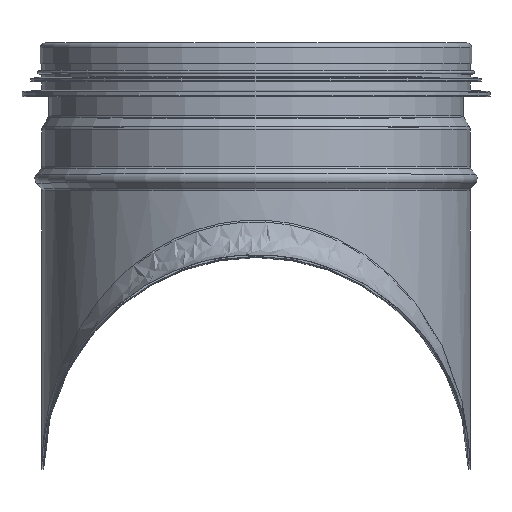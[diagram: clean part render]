
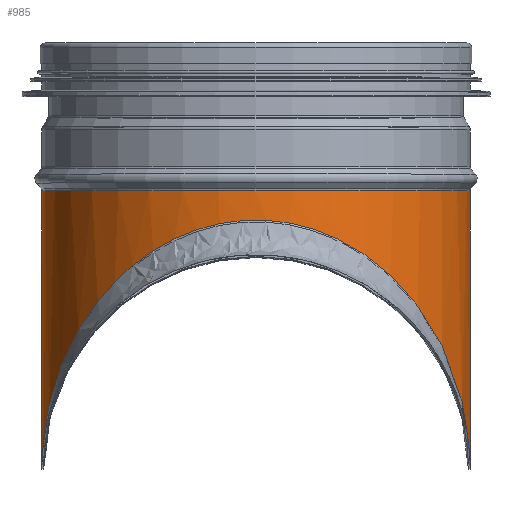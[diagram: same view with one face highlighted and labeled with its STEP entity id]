
A CAD part, top view. The second image highlights one B-rep face of the part: STEP entity #985.
In plain terms, the highlighted cylindrical face has radius 61.525 mm (diameter 123.05 mm), a full revolution.
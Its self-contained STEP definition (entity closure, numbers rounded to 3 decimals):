
#900=CARTESIAN_POINT('',(-61.487,2.5,-2.15));
#901=VERTEX_POINT('',#900);
#911=CARTESIAN_POINT('',(61.487,2.5,-2.15));
#912=VERTEX_POINT('',#911);
#913=CARTESIAN_POINT('',(0.,0.0,0.0));
#914=DIRECTION('',(0.,-0.652,-0.758));
#915=DIRECTION('',(0.,0.758,-0.652));
#916=AXIS2_PLACEMENT_3D('',#913,#914,#915);
#917=ELLIPSE('',#916,94.346,61.525);
#918=EDGE_CURVE('',#901,#912,#917,.T.);
#941=CARTESIAN_POINT('',(0.,41.25,0.0));
#942=DIRECTION('',(0.,1.0,0.0));
#943=DIRECTION('',(-1.0,0.0,0.0));
#944=AXIS2_PLACEMENT_3D('',#941,#942,#943);
#945=CYLINDRICAL_SURFACE('',#944,61.525);
#946=ORIENTED_EDGE('',*,*,#918,.F.);
#947=CARTESIAN_POINT('',(-61.487,2.5,2.15));
#948=VERTEX_POINT('',#947);
#949=CARTESIAN_POINT('',(0.,2.5,0.0));
#950=DIRECTION('',(0.0,1.0,0.0));
#951=DIRECTION('',(-1.0,0.0,0.0));
#952=AXIS2_PLACEMENT_3D('',#949,#950,#951);
#953=CIRCLE('',#952,61.525);
#954=EDGE_CURVE('',#901,#948,#953,.T.);
#955=ORIENTED_EDGE('',*,*,#954,.T.);
#956=CARTESIAN_POINT('',(61.487,2.5,2.15));
#957=VERTEX_POINT('',#956);
#958=CARTESIAN_POINT('',(0.,0.0,0.0));
#959=DIRECTION('',(0.,-0.652,0.758));
#960=DIRECTION('',(0.,0.758,0.652));
#961=AXIS2_PLACEMENT_3D('',#958,#959,#960);
#962=ELLIPSE('',#961,94.346,61.525);
#963=EDGE_CURVE('',#957,#948,#962,.T.);
#964=ORIENTED_EDGE('',*,*,#963,.F.);
#965=CARTESIAN_POINT('',(0.,2.5,0.0));
#966=DIRECTION('',(0.0,1.0,0.0));
#967=DIRECTION('',(-1.0,0.0,0.0));
#968=AXIS2_PLACEMENT_3D('',#965,#966,#967);
#969=CIRCLE('',#968,61.525);
#970=EDGE_CURVE('',#957,#912,#969,.T.);
#971=ORIENTED_EDGE('',*,*,#970,.T.);
#972=EDGE_LOOP('',(#946,#955,#964,#971));
#973=FACE_OUTER_BOUND('',#972,.T.);
#974=CARTESIAN_POINT('',(-61.525,80.,0.0));
#975=VERTEX_POINT('',#974);
#976=CARTESIAN_POINT('',(0.,80.,0.0));
#977=DIRECTION('',(0.0,1.0,0.0));
#978=DIRECTION('',(-1.0,0.0,0.0));
#979=AXIS2_PLACEMENT_3D('',#976,#977,#978);
#980=CIRCLE('',#979,61.525);
#981=EDGE_CURVE('',#975,#975,#980,.T.);
#982=ORIENTED_EDGE('',*,*,#981,.F.);
#983=EDGE_LOOP('',(#982));
#984=FACE_BOUND('',#983,.T.);
#985=ADVANCED_FACE('',(#973,#984),#945,.T.);
